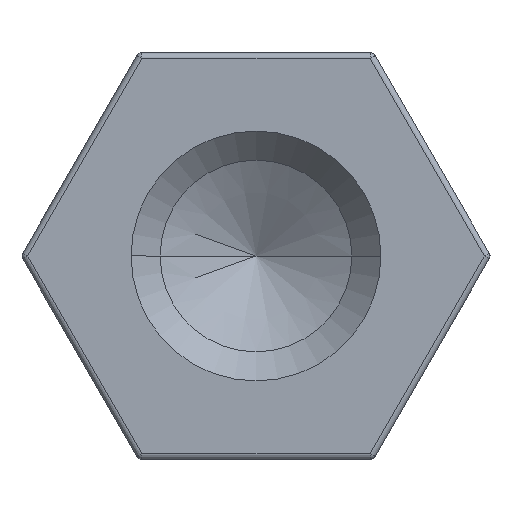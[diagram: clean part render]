
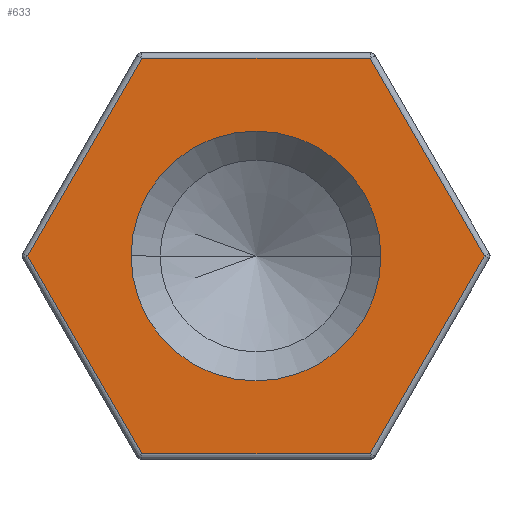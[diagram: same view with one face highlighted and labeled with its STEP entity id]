
A CAD part, left-side view. The second image highlights one B-rep face of the part: STEP entity #633.
In plain terms, the highlighted planar face has unit normal (-1, 0, 0).
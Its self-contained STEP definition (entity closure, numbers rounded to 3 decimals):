
#67 = AXIS2_PLACEMENT_3D ( 'NONE', #656, #347, #327 ) ;
#78 = DIRECTION ( 'NONE',  ( 0., 1., 0. ) ) ;
#87 = CARTESIAN_POINT ( 'NONE',  ( 0., 1.963, -3.4 ) ) ;
#104 = DIRECTION ( 'NONE',  ( 0., 1., 0. ) ) ;
#110 = DIRECTION ( 'NONE',  ( 1., 0., 0. ) ) ;
#114 = CARTESIAN_POINT ( 'NONE',  ( 0., 0., 0. ) ) ;
#122 = CARTESIAN_POINT ( 'NONE',  ( 0., -1.963, 3.4 ) ) ;
#180 = VERTEX_POINT ( 'NONE', #1145 ) ;
#210 = PLANE ( 'NONE',  #1404 ) ;
#223 = VECTOR ( 'NONE', #1364, 1000. ) ;
#273 = VECTOR ( 'NONE', #1107, 1000. ) ;
#294 = FACE_OUTER_BOUND ( 'NONE', #1331, .T. ) ;
#298 = EDGE_CURVE ( 'NONE', #915, #886, #958, .T. ) ;
#308 = EDGE_CURVE ( 'NONE', #1165, #915, #926, .T. ) ;
#312 = EDGE_CURVE ( 'NONE', #1354, #1165, #1361, .T. ) ;
#313 = EDGE_CURVE ( 'NONE', #1362, #1354, #1148, .T. ) ;
#316 = EDGE_CURVE ( 'NONE', #630, #1362, #622, .T. ) ;
#318 = DIRECTION ( 'NONE',  ( 0., -0.5, -0.866 ) ) ;
#319 = CIRCLE ( 'NONE', #67, 2.15 ) ;
#320 = EDGE_CURVE ( 'NONE', #886, #630, #1337, .T. ) ;
#327 = DIRECTION ( 'NONE',  ( 0., 1., 0. ) ) ;
#328 = EDGE_CURVE ( 'NONE', #1318, #180, #319, .T. ) ;
#347 = DIRECTION ( 'NONE',  ( 1., 0., 0. ) ) ;
#382 = CARTESIAN_POINT ( 'NONE',  ( 0., 1.963, 3.4 ) ) ;
#387 = CARTESIAN_POINT ( 'NONE',  ( 0., 3.926, 0. ) ) ;
#445 = AXIS2_PLACEMENT_3D ( 'NONE', #637, #636, #634 ) ;
#457 = EDGE_CURVE ( 'NONE', #180, #1318, #1406, .T. ) ;
#471 = ORIENTED_EDGE ( 'NONE', *, *, #328, .T. ) ;
#591 = VECTOR ( 'NONE', #1424, 1000. ) ;
#622 = LINE ( 'NONE', #1358, #1113 ) ;
#630 = VERTEX_POINT ( 'NONE', #122 ) ;
#633 = ADVANCED_FACE ( 'NONE', ( #294, #1414 ), #210, .F. ) ;
#634 = DIRECTION ( 'NONE',  ( 0., 1., 0. ) ) ;
#636 = DIRECTION ( 'NONE',  ( 1., 0., 0. ) ) ;
#637 = CARTESIAN_POINT ( 'NONE',  ( 0., 0., 0. ) ) ;
#649 = DIRECTION ( 'NONE',  ( 0., -0.5, 0.866 ) ) ;
#656 = CARTESIAN_POINT ( 'NONE',  ( 0., 0., 0. ) ) ;
#667 = CARTESIAN_POINT ( 'NONE',  ( 0., -1.963, -3.4 ) ) ;
#679 = ORIENTED_EDGE ( 'NONE', *, *, #457, .T. ) ;
#715 = EDGE_LOOP ( 'NONE', ( #471, #679 ) ) ;
#744 = ORIENTED_EDGE ( 'NONE', *, *, #298, .T. ) ;
#781 = ORIENTED_EDGE ( 'NONE', *, *, #313, .T. ) ;
#792 = ORIENTED_EDGE ( 'NONE', *, *, #316, .T. ) ;
#822 = CARTESIAN_POINT ( 'NONE',  ( 0., -2.944, 1.7 ) ) ;
#886 = VERTEX_POINT ( 'NONE', #942 ) ;
#900 = VECTOR ( 'NONE', #318, 1000. ) ;
#915 = VERTEX_POINT ( 'NONE', #667 ) ;
#926 = LINE ( 'NONE', #1350, #273 ) ;
#942 = CARTESIAN_POINT ( 'NONE',  ( 0., -3.926, 0. ) ) ;
#958 = LINE ( 'NONE', #1292, #1177 ) ;
#1010 = ORIENTED_EDGE ( 'NONE', *, *, #312, .T. ) ;
#1107 = DIRECTION ( 'NONE',  ( 0., -1., 0. ) ) ;
#1113 = VECTOR ( 'NONE', #78, 1000. ) ;
#1145 = CARTESIAN_POINT ( 'NONE',  ( 0., -2.15, 0. ) ) ;
#1148 = LINE ( 'NONE', #1372, #223 ) ;
#1165 = VERTEX_POINT ( 'NONE', #87 ) ;
#1177 = VECTOR ( 'NONE', #649, 1000. ) ;
#1194 = CARTESIAN_POINT ( 'NONE',  ( 0., 2.15, 0. ) ) ;
#1283 = ORIENTED_EDGE ( 'NONE', *, *, #308, .T. ) ;
#1292 = CARTESIAN_POINT ( 'NONE',  ( 0., -2.944, -1.7 ) ) ;
#1311 = CARTESIAN_POINT ( 'NONE',  ( 0., 2.944, -1.7 ) ) ;
#1318 = VERTEX_POINT ( 'NONE', #1194 ) ;
#1331 = EDGE_LOOP ( 'NONE', ( #1365, #792, #781, #1010, #1283, #744 ) ) ;
#1337 = LINE ( 'NONE', #822, #591 ) ;
#1350 = CARTESIAN_POINT ( 'NONE',  ( 0., 0., -3.4 ) ) ;
#1354 = VERTEX_POINT ( 'NONE', #387 ) ;
#1358 = CARTESIAN_POINT ( 'NONE',  ( 0., 0., 3.4 ) ) ;
#1361 = LINE ( 'NONE', #1311, #900 ) ;
#1362 = VERTEX_POINT ( 'NONE', #382 ) ;
#1364 = DIRECTION ( 'NONE',  ( 0., 0.5, -0.866 ) ) ;
#1365 = ORIENTED_EDGE ( 'NONE', *, *, #320, .T. ) ;
#1372 = CARTESIAN_POINT ( 'NONE',  ( 0., 2.944, 1.7 ) ) ;
#1404 = AXIS2_PLACEMENT_3D ( 'NONE', #114, #110, #104 ) ;
#1406 = CIRCLE ( 'NONE', #445, 2.15 ) ;
#1414 = FACE_BOUND ( 'NONE', #715, .T. ) ;
#1424 = DIRECTION ( 'NONE',  ( 0., 0.5, 0.866 ) ) ;
